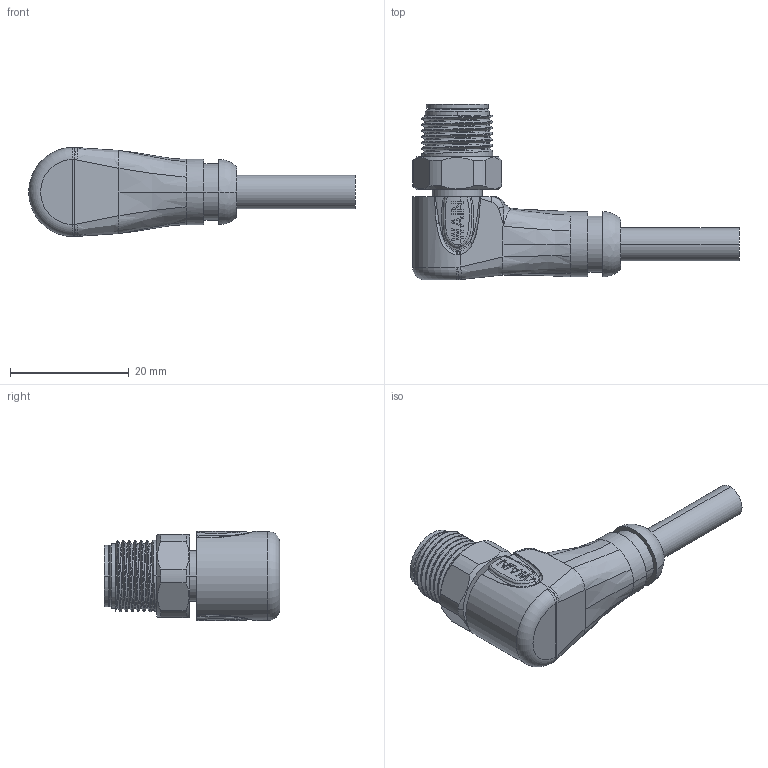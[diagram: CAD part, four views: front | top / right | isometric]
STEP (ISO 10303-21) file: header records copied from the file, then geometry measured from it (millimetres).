
FILE_DESCRIPTION((''),'2;1');
FILE_NAME('PRT0001','2017-08-02T',('ch.chen'),(''),'PRO/ENGINEER BY PARAMETRIC TECHNOLOGY CORPORATION, 2012480','PRO/ENGINEER BY PARAMETRIC TECHNOLOGY CORPORATION, 2012480','');
FILE_SCHEMA(('AUTOMOTIVE_DESIGN { 1 0 10303 214 1 1 1 1 }'));
Length unit declared in the file: millimetre
Products named in the file (1): PRT0001
Bounding box: 55 x 29.6 x 15 mm (x, y, z)
Volume: 6554.3 mm3; surface area: 4229.1 mm2
Topology: 1 solids, 1 shells, 341 faces, 973 edges, 654 vertices
Faces by surface type: plane 139, cylinder 101, bspline 71, cone 15, extrusion 7, sphere 6, torus 2
Entity records: 20238 total; most frequent: CARTESIAN_POINT 10546, ORIENTED_EDGE 1928, DIRECTION 1363, EDGE_CURVE 964, VERTEX_POINT 654, AXIS2_PLACEMENT_3D 486, VECTOR 391, LINE 384
